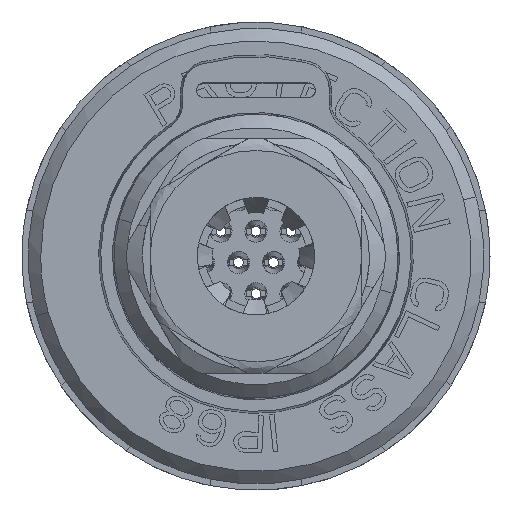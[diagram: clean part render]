
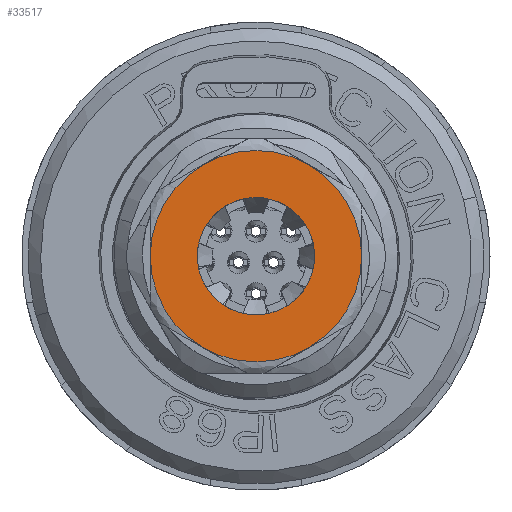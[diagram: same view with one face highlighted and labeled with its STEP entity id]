
A CAD part, left-side view. The second image highlights one B-rep face of the part: STEP entity #33517.
In plain terms, the highlighted planar face has unit normal (-1, 0, 0).
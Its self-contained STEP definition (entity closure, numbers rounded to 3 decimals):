
#33517=ADVANCED_FACE('',(#52905,#52906),#52907,.F.);
#52905=FACE_OUTER_BOUND('',#61163,.T.);
#52906=FACE_BOUND('',#61164,.T.);
#52907=PLANE('',#61165);
#61163=EDGE_LOOP('',(#73313,#73314,#73315,#73316,#73317,#73318));
#61164=EDGE_LOOP('',(#73319,#73320,#73321));
#61165=AXIS2_PLACEMENT_3D('',#73322,#73323,#73324);
#73313=ORIENTED_EDGE('',*,*,#103900,.T.);
#73314=ORIENTED_EDGE('',*,*,#103897,.F.);
#73315=ORIENTED_EDGE('',*,*,#103901,.F.);
#73316=ORIENTED_EDGE('',*,*,#103902,.T.);
#73317=ORIENTED_EDGE('',*,*,#103903,.F.);
#73318=ORIENTED_EDGE('',*,*,#103904,.F.);
#73319=ORIENTED_EDGE('',*,*,#103810,.F.);
#73320=ORIENTED_EDGE('',*,*,#103809,.F.);
#73321=ORIENTED_EDGE('',*,*,#103905,.F.);
#73322=CARTESIAN_POINT('',(-68.347,0.,8.918));
#73323=DIRECTION('',(1.0,0.0,0.0));
#73324=DIRECTION('',(0.0,1.0,0.0));
#103809=EDGE_CURVE('',#112528,#112530,#112531,.T.);
#103810=EDGE_CURVE('',#112530,#112524,#112532,.T.);
#103897=EDGE_CURVE('',#112677,#112670,#112678,.T.);
#103900=EDGE_CURVE('',#112682,#112670,#112683,.T.);
#103901=EDGE_CURVE('',#112684,#112677,#112685,.T.);
#103902=EDGE_CURVE('',#112684,#112686,#112687,.T.);
#103903=EDGE_CURVE('',#112688,#112686,#112689,.T.);
#103904=EDGE_CURVE('',#112682,#112688,#112690,.T.);
#103905=EDGE_CURVE('',#112524,#112528,#112691,.T.);
#112524=VERTEX_POINT('',#113414);
#112528=VERTEX_POINT('',#113419);
#112530=VERTEX_POINT('',#113422);
#112531=CIRCLE('',#113423,4.765);
#112532=CIRCLE('',#113424,4.765);
#112670=VERTEX_POINT('',#113617);
#112677=VERTEX_POINT('',#113640);
#112678=CIRCLE('',#113641,8.575);
#112682=VERTEX_POINT('',#113652);
#112683=CIRCLE('',#113653,8.575);
#112684=VERTEX_POINT('',#113654);
#112685=CIRCLE('',#113655,8.575);
#112686=VERTEX_POINT('',#113656);
#112687=CIRCLE('',#113657,8.575);
#112688=VERTEX_POINT('',#113658);
#112689=CIRCLE('',#113659,8.575);
#112690=CIRCLE('',#113660,8.575);
#112691=CIRCLE('',#113661,4.765);
#113414=CARTESIAN_POINT('',(-68.347,4.756,-0.299));
#113419=CARTESIAN_POINT('',(-68.347,-4.756,0.299));
#113422=CARTESIAN_POINT('',(-68.347,4.765,0.0));
#113423=AXIS2_PLACEMENT_3D('',#114755,#114756,#114757);
#113424=AXIS2_PLACEMENT_3D('',#114758,#114759,#114760);
#113617=CARTESIAN_POINT('',(-68.347,-4.288,-7.426));
#113640=CARTESIAN_POINT('',(-68.347,-8.575,0.));
#113641=AXIS2_PLACEMENT_3D('',#114899,#114900,#114901);
#113652=CARTESIAN_POINT('',(-68.347,4.287,-7.426));
#113653=AXIS2_PLACEMENT_3D('',#114905,#114906,#114907);
#113654=CARTESIAN_POINT('',(-68.347,-4.287,7.426));
#113655=AXIS2_PLACEMENT_3D('',#114908,#114909,#114910);
#113656=CARTESIAN_POINT('',(-68.347,4.288,7.426));
#113657=AXIS2_PLACEMENT_3D('',#114911,#114912,#114913);
#113658=CARTESIAN_POINT('',(-68.347,8.575,0.));
#113659=AXIS2_PLACEMENT_3D('',#114914,#114915,#114916);
#113660=AXIS2_PLACEMENT_3D('',#114917,#114918,#114919);
#113661=AXIS2_PLACEMENT_3D('',#114920,#114921,#114922);
#114755=CARTESIAN_POINT('',(-68.347,0.0,0.0));
#114756=DIRECTION('',(-1.0,0.0,0.0));
#114757=DIRECTION('',(0.0,-1.0,0.0));
#114758=CARTESIAN_POINT('',(-68.347,0.0,0.0));
#114759=DIRECTION('',(-1.0,0.0,0.0));
#114760=DIRECTION('',(0.0,-1.0,0.0));
#114899=CARTESIAN_POINT('',(-68.347,0.0,0.0));
#114900=DIRECTION('',(1.0,0.0,0.0));
#114901=DIRECTION('',(0.0,-1.0,0.));
#114905=CARTESIAN_POINT('',(-68.347,0.0,0.0));
#114906=DIRECTION('',(-1.0,0.0,0.0));
#114907=DIRECTION('',(0.0,0.5,-0.866));
#114908=CARTESIAN_POINT('',(-68.347,0.0,0.0));
#114909=DIRECTION('',(1.0,0.0,0.0));
#114910=DIRECTION('',(0.0,-0.5,0.866));
#114911=CARTESIAN_POINT('',(-68.347,0.0,0.0));
#114912=DIRECTION('',(-1.0,0.0,0.0));
#114913=DIRECTION('',(0.0,-0.5,0.866));
#114914=CARTESIAN_POINT('',(-68.347,0.0,0.0));
#114915=DIRECTION('',(1.0,0.0,0.0));
#114916=DIRECTION('',(0.0,1.0,0.));
#114917=CARTESIAN_POINT('',(-68.347,0.0,0.0));
#114918=DIRECTION('',(1.0,0.0,0.0));
#114919=DIRECTION('',(0.0,0.5,-0.866));
#114920=CARTESIAN_POINT('',(-68.347,0.0,0.0));
#114921=DIRECTION('',(-1.0,0.0,0.0));
#114922=DIRECTION('',(0.0,-1.0,0.0));
